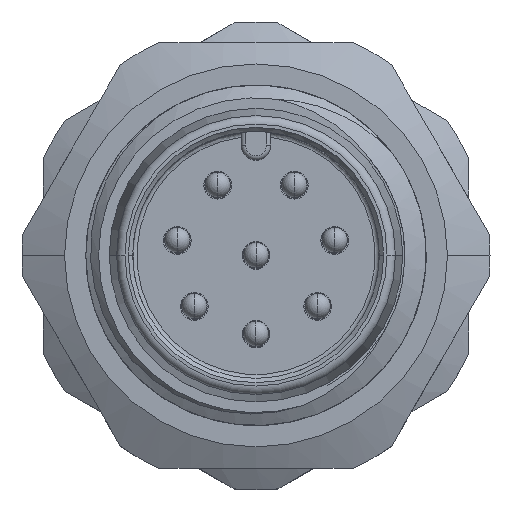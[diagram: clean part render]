
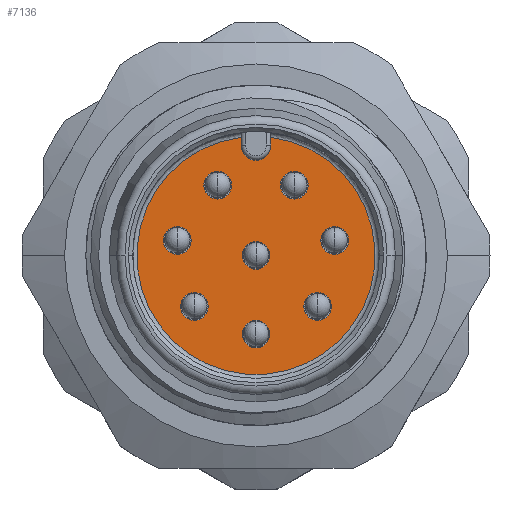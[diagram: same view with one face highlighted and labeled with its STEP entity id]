
A CAD part, top view. The second image highlights one B-rep face of the part: STEP entity #7136.
In plain terms, the highlighted planar face has unit normal (0, 0, 1).
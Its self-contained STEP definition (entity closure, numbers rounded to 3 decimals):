
#4967=CARTESIAN_POINT('',(0.,-1.85,7.));
#4968=DIRECTION('',(0.,0.,1.));
#4969=DIRECTION('',(-1.,0.,0.));
#4970=AXIS2_PLACEMENT_3D('',#4967,#4968,#4969);
#4972=CARTESIAN_POINT('',(0.,-1.85,7.));
#4973=DIRECTION('',(0.,0.,1.));
#4974=DIRECTION('',(1.,0.,0.));
#4975=AXIS2_PLACEMENT_3D('',#4972,#4973,#4974);
#4977=CARTESIAN_POINT('',(-1.45,-1.2,7.));
#4978=DIRECTION('',(0.,0.,1.));
#4979=DIRECTION('',(-1.,0.,0.));
#4980=AXIS2_PLACEMENT_3D('',#4977,#4978,#4979);
#4982=CARTESIAN_POINT('',(-1.45,-1.2,7.));
#4983=DIRECTION('',(0.,0.,1.));
#4984=DIRECTION('',(1.,0.,0.));
#4985=AXIS2_PLACEMENT_3D('',#4982,#4983,#4984);
#4987=CARTESIAN_POINT('',(-1.85,0.35,7.));
#4988=DIRECTION('',(0.,0.,1.));
#4989=DIRECTION('',(-1.,0.,0.));
#4990=AXIS2_PLACEMENT_3D('',#4987,#4988,#4989);
#4992=CARTESIAN_POINT('',(-1.85,0.35,7.));
#4993=DIRECTION('',(0.,0.,1.));
#4994=DIRECTION('',(1.,0.,0.));
#4995=AXIS2_PLACEMENT_3D('',#4992,#4993,#4994);
#4997=CARTESIAN_POINT('',(0.,0.,7.));
#4998=DIRECTION('',(0.,0.,1.));
#4999=DIRECTION('',(-1.,0.,0.));
#5000=AXIS2_PLACEMENT_3D('',#4997,#4998,#4999);
#5002=CARTESIAN_POINT('',(0.,0.,7.));
#5003=DIRECTION('',(0.,0.,1.));
#5004=DIRECTION('',(1.,0.,0.));
#5005=AXIS2_PLACEMENT_3D('',#5002,#5003,#5004);
#5007=CARTESIAN_POINT('',(1.45,-1.2,7.));
#5008=DIRECTION('',(0.,0.,1.));
#5009=DIRECTION('',(-1.,0.,0.));
#5010=AXIS2_PLACEMENT_3D('',#5007,#5008,#5009);
#5012=CARTESIAN_POINT('',(1.45,-1.2,7.));
#5013=DIRECTION('',(0.,0.,1.));
#5014=DIRECTION('',(1.,0.,0.));
#5015=AXIS2_PLACEMENT_3D('',#5012,#5013,#5014);
#5017=CARTESIAN_POINT('',(1.85,0.35,7.));
#5018=DIRECTION('',(0.,0.,1.));
#5019=DIRECTION('',(-1.,0.,0.));
#5020=AXIS2_PLACEMENT_3D('',#5017,#5018,#5019);
#5022=CARTESIAN_POINT('',(1.85,0.35,7.));
#5023=DIRECTION('',(0.,0.,1.));
#5024=DIRECTION('',(1.,0.,0.));
#5025=AXIS2_PLACEMENT_3D('',#5022,#5023,#5024);
#5027=CARTESIAN_POINT('',(0.9,1.65,7.));
#5028=DIRECTION('',(0.,0.,1.));
#5029=DIRECTION('',(-1.,0.,0.));
#5030=AXIS2_PLACEMENT_3D('',#5027,#5028,#5029);
#5032=CARTESIAN_POINT('',(0.9,1.65,7.));
#5033=DIRECTION('',(0.,0.,1.));
#5034=DIRECTION('',(1.,0.,0.));
#5035=AXIS2_PLACEMENT_3D('',#5032,#5033,#5034);
#5037=CARTESIAN_POINT('',(-0.9,1.65,7.));
#5038=DIRECTION('',(0.,0.,1.));
#5039=DIRECTION('',(-1.,0.,0.));
#5040=AXIS2_PLACEMENT_3D('',#5037,#5038,#5039);
#5042=CARTESIAN_POINT('',(-0.9,1.65,7.));
#5043=DIRECTION('',(0.,0.,1.));
#5044=DIRECTION('',(1.,0.,0.));
#5045=AXIS2_PLACEMENT_3D('',#5042,#5043,#5044);
#5047=DIRECTION('',(0.,-1.,0.));
#5048=VECTOR('',#5047,0.192);
#5049=CARTESIAN_POINT('',(-0.35,2.778,7.));
#5050=LINE('',#5049,#5048);
#5051=CARTESIAN_POINT('',(0.,2.586,7.));
#5052=DIRECTION('',(0.,0.,1.));
#5053=DIRECTION('',(-1.,0.,0.));
#5054=AXIS2_PLACEMENT_3D('',#5051,#5052,#5053);
#5056=DIRECTION('',(0.,1.,0.));
#5057=VECTOR('',#5056,0.192);
#5058=CARTESIAN_POINT('',(0.35,2.586,7.));
#5059=LINE('',#5058,#5057);
#5186=CARTESIAN_POINT('',(0.,0.,7.));
#5187=DIRECTION('',(0.,0.,1.));
#5188=DIRECTION('',(-0.125,0.992,0.));
#5189=AXIS2_PLACEMENT_3D('',#5186,#5187,#5188);
#5200=CARTESIAN_POINT('',(0.35,2.778,7.));
#5265=CARTESIAN_POINT('',(-0.35,2.778,7.));
#6203=CARTESIAN_POINT('',(-0.35,2.586,7.));
#6204=CARTESIAN_POINT('',(0.35,2.586,7.));
#6205=VERTEX_POINT('',#6203);
#6206=VERTEX_POINT('',#6204);
#6207=CARTESIAN_POINT('',(-0.325,-1.85,7.));
#6208=CARTESIAN_POINT('',(0.325,-1.85,7.));
#6209=VERTEX_POINT('',#6207);
#6210=VERTEX_POINT('',#6208);
#6211=CARTESIAN_POINT('',(-1.775,-1.2,7.));
#6212=CARTESIAN_POINT('',(-1.125,-1.2,7.));
#6213=VERTEX_POINT('',#6211);
#6214=VERTEX_POINT('',#6212);
#6215=CARTESIAN_POINT('',(-2.175,0.35,7.));
#6216=CARTESIAN_POINT('',(-1.525,0.35,7.));
#6217=VERTEX_POINT('',#6215);
#6218=VERTEX_POINT('',#6216);
#6219=CARTESIAN_POINT('',(-0.325,0.,7.));
#6220=CARTESIAN_POINT('',(0.325,0.,7.));
#6221=VERTEX_POINT('',#6219);
#6222=VERTEX_POINT('',#6220);
#6223=CARTESIAN_POINT('',(1.125,-1.2,7.));
#6224=CARTESIAN_POINT('',(1.775,-1.2,7.));
#6225=VERTEX_POINT('',#6223);
#6226=VERTEX_POINT('',#6224);
#6227=CARTESIAN_POINT('',(1.525,0.35,7.));
#6228=CARTESIAN_POINT('',(2.175,0.35,7.));
#6229=VERTEX_POINT('',#6227);
#6230=VERTEX_POINT('',#6228);
#6231=CARTESIAN_POINT('',(0.575,1.65,7.));
#6232=CARTESIAN_POINT('',(1.225,1.65,7.));
#6233=VERTEX_POINT('',#6231);
#6234=VERTEX_POINT('',#6232);
#6235=CARTESIAN_POINT('',(-1.225,1.65,7.));
#6236=CARTESIAN_POINT('',(-0.575,1.65,7.));
#6237=VERTEX_POINT('',#6235);
#6238=VERTEX_POINT('',#6236);
#6239=VERTEX_POINT('',#5200);
#6242=VERTEX_POINT('',#5265);
#7075=CARTESIAN_POINT('',(0.,0.,7.));
#7076=DIRECTION('',(0.,0.,1.));
#7077=DIRECTION('',(-1.,0.,0.));
#7078=AXIS2_PLACEMENT_3D('',#7075,#7076,#7077);
#7079=PLANE('',#7078);
#7081=ORIENTED_EDGE('',*,*,#7080,.F.);
#7083=ORIENTED_EDGE('',*,*,#7082,.T.);
#7085=ORIENTED_EDGE('',*,*,#7084,.T.);
#7087=ORIENTED_EDGE('',*,*,#7086,.T.);
#7088=EDGE_LOOP('',(#7081,#7083,#7085,#7087));
#7089=FACE_OUTER_BOUND('',#7088,.F.);
#7091=ORIENTED_EDGE('',*,*,#7090,.T.);
#7093=ORIENTED_EDGE('',*,*,#7092,.T.);
#7094=EDGE_LOOP('',(#7091,#7093));
#7095=FACE_BOUND('',#7094,.F.);
#7097=ORIENTED_EDGE('',*,*,#7096,.T.);
#7099=ORIENTED_EDGE('',*,*,#7098,.T.);
#7100=EDGE_LOOP('',(#7097,#7099));
#7101=FACE_BOUND('',#7100,.F.);
#7103=ORIENTED_EDGE('',*,*,#7102,.T.);
#7105=ORIENTED_EDGE('',*,*,#7104,.T.);
#7106=EDGE_LOOP('',(#7103,#7105));
#7107=FACE_BOUND('',#7106,.F.);
#7109=ORIENTED_EDGE('',*,*,#7108,.T.);
#7111=ORIENTED_EDGE('',*,*,#7110,.T.);
#7112=EDGE_LOOP('',(#7109,#7111));
#7113=FACE_BOUND('',#7112,.F.);
#7115=ORIENTED_EDGE('',*,*,#7114,.T.);
#7117=ORIENTED_EDGE('',*,*,#7116,.T.);
#7118=EDGE_LOOP('',(#7115,#7117));
#7119=FACE_BOUND('',#7118,.F.);
#7121=ORIENTED_EDGE('',*,*,#7120,.T.);
#7123=ORIENTED_EDGE('',*,*,#7122,.T.);
#7124=EDGE_LOOP('',(#7121,#7123));
#7125=FACE_BOUND('',#7124,.F.);
#7127=ORIENTED_EDGE('',*,*,#7126,.T.);
#7129=ORIENTED_EDGE('',*,*,#7128,.T.);
#7130=EDGE_LOOP('',(#7127,#7129));
#7131=FACE_BOUND('',#7130,.F.);
#7132=ORIENTED_EDGE('',*,*,#7055,.T.);
#7133=ORIENTED_EDGE('',*,*,#7069,.T.);
#7134=EDGE_LOOP('',(#7132,#7133));
#7135=FACE_BOUND('',#7134,.F.);
#4971=CIRCLE('',#4970,0.325);
#4976=CIRCLE('',#4975,0.325);
#4981=CIRCLE('',#4980,0.325);
#4986=CIRCLE('',#4985,0.325);
#4991=CIRCLE('',#4990,0.325);
#4996=CIRCLE('',#4995,0.325);
#5001=CIRCLE('',#5000,0.325);
#5006=CIRCLE('',#5005,0.325);
#5011=CIRCLE('',#5010,0.325);
#5016=CIRCLE('',#5015,0.325);
#5021=CIRCLE('',#5020,0.325);
#5026=CIRCLE('',#5025,0.325);
#5031=CIRCLE('',#5030,0.325);
#5036=CIRCLE('',#5035,0.325);
#5041=CIRCLE('',#5040,0.325);
#5046=CIRCLE('',#5045,0.325);
#5055=CIRCLE('',#5054,0.35);
#5190=CIRCLE('',#5189,2.8);
#7055=EDGE_CURVE('',#6209,#6210,#4971,.T.);
#7069=EDGE_CURVE('',#6210,#6209,#4976,.T.);
#7080=EDGE_CURVE('',#6242,#6239,#5190,.T.);
#7082=EDGE_CURVE('',#6242,#6205,#5050,.T.);
#7084=EDGE_CURVE('',#6205,#6206,#5055,.T.);
#7086=EDGE_CURVE('',#6206,#6239,#5059,.T.);
#7090=EDGE_CURVE('',#6213,#6214,#4981,.T.);
#7092=EDGE_CURVE('',#6214,#6213,#4986,.T.);
#7096=EDGE_CURVE('',#6217,#6218,#4991,.T.);
#7098=EDGE_CURVE('',#6218,#6217,#4996,.T.);
#7102=EDGE_CURVE('',#6221,#6222,#5001,.T.);
#7104=EDGE_CURVE('',#6222,#6221,#5006,.T.);
#7108=EDGE_CURVE('',#6225,#6226,#5011,.T.);
#7110=EDGE_CURVE('',#6226,#6225,#5016,.T.);
#7114=EDGE_CURVE('',#6229,#6230,#5021,.T.);
#7116=EDGE_CURVE('',#6230,#6229,#5026,.T.);
#7120=EDGE_CURVE('',#6233,#6234,#5031,.T.);
#7122=EDGE_CURVE('',#6234,#6233,#5036,.T.);
#7126=EDGE_CURVE('',#6237,#6238,#5041,.T.);
#7128=EDGE_CURVE('',#6238,#6237,#5046,.T.);
#7136=ADVANCED_FACE('',(#7089,#7095,#7101,#7107,#7113,#7119,#7125,#7131,#7135),
#7079,.T.);
